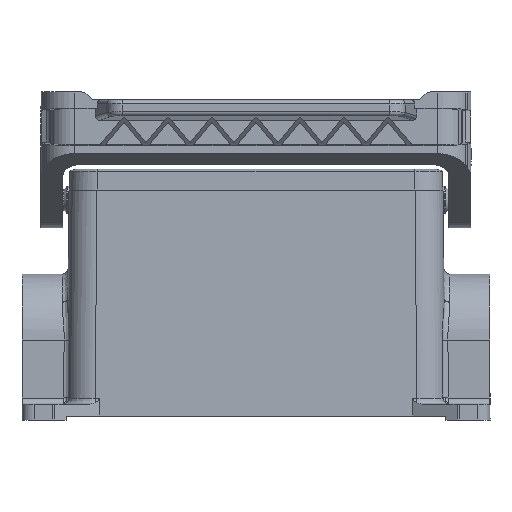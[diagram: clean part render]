
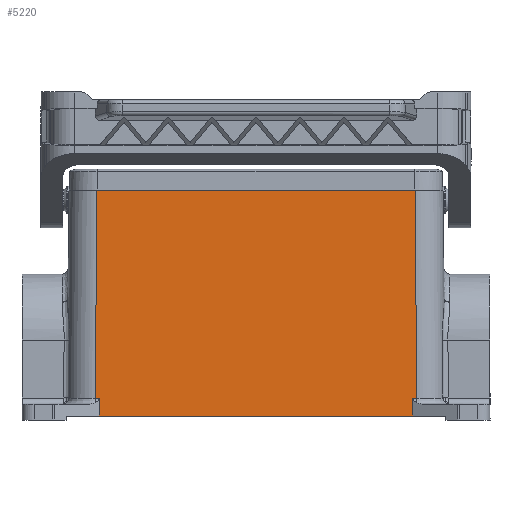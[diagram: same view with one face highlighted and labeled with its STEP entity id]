
A CAD part, front view. The second image highlights one B-rep face of the part: STEP entity #5220.
In plain terms, the highlighted face is planar.
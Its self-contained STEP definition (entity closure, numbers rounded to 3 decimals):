
#110=CARTESIAN_POINT('',(-21.954,40.204,
5.487));
#120=VERTEX_POINT('',#110);
#170=CARTESIAN_POINT('',(-21.954,40.204,
5.487));
#180=DIRECTION('',(0.,-1.,0.));
#190=VECTOR('',#180,1.);
#200=LINE('',#170,#190);
#210=CARTESIAN_POINT('',(-21.954,39.162,
5.487));
#220=VERTEX_POINT('',#210);
#230=EDGE_CURVE('',#120,#220,#200,.T.);
#4600=CARTESIAN_POINT('',(-21.5,0.,57.5));
#4610=DIRECTION('',(-1.,0.,0.009));
#4620=DIRECTION('',(0.,1.,0.));
#4630=AXIS2_PLACEMENT_3D('',#4600,#4610,#4620);
#4640=PLANE('',#4630);
#4650=CARTESIAN_POINT('',(-22.001,-40.252,
0.061));
#4660=DIRECTION('',(0.009,0.009,
1.));
#4670=VECTOR('',#4660,1.);
#4680=LINE('',#4650,#4670);
#4690=CARTESIAN_POINT('',(-21.954,-40.204,
5.487));
#4700=VERTEX_POINT('',#4690);
#4710=CARTESIAN_POINT('',(-21.5,-39.75,57.5));
#4720=VERTEX_POINT('',#4710);
#4730=EDGE_CURVE('',#4700,#4720,#4680,.T.);
#4740=ORIENTED_EDGE('',*,*,#4730,.T.);
#4750=CARTESIAN_POINT('',(-21.954,-40.204,
5.487));
#4760=DIRECTION('',(0.,1.,0.));
#4770=VECTOR('',#4760,1.);
#4780=LINE('',#4750,#4770);
#4790=CARTESIAN_POINT('',(-21.954,-39.162,
5.487));
#4800=VERTEX_POINT('',#4790);
#4810=EDGE_CURVE('',#4700,#4800,#4780,.T.);
#4820=ORIENTED_EDGE('',*,*,#4810,.F.);
#4830=CARTESIAN_POINT('',(-22.002,-39.245,0.));
#4840=DIRECTION('',(-0.009,-0.015,
-1.));
#4850=VECTOR('',#4840,1.);
#4860=LINE('',#4830,#4850);
#4870=CARTESIAN_POINT('',(-21.993,-39.23,1.));
#4880=VERTEX_POINT('',#4870);
#4890=EDGE_CURVE('',#4800,#4880,#4860,.T.);
#4900=ORIENTED_EDGE('',*,*,#4890,.F.);
#4910=CARTESIAN_POINT('',(-21.993,0.,1.));
#4920=DIRECTION('',(0.,-1.,0.));
#4930=VECTOR('',#4920,1.);
#4940=LINE('',#4910,#4930);
#4950=CARTESIAN_POINT('',(-21.993,39.23,1.));
#4960=VERTEX_POINT('',#4950);
#4970=EDGE_CURVE('',#4960,#4880,#4940,.T.);
#4980=ORIENTED_EDGE('',*,*,#4970,.T.);
#4990=CARTESIAN_POINT('',(-22.002,39.245,0.));
#5000=DIRECTION('',(-0.009,0.015,
-1.));
#5010=VECTOR('',#5000,1.);
#5020=LINE('',#4990,#5010);
#5030=EDGE_CURVE('',#220,#4960,#5020,.T.);
#5040=ORIENTED_EDGE('',*,*,#5030,.T.);
#5050=ORIENTED_EDGE('',*,*,#230,.T.);
#5060=CARTESIAN_POINT('',(-22.001,40.252,
0.061));
#5070=DIRECTION('',(0.009,-0.009,
1.));
#5080=VECTOR('',#5070,1.);
#5090=LINE('',#5060,#5080);
#5100=CARTESIAN_POINT('',(-21.5,39.75,57.5));
#5110=VERTEX_POINT('',#5100);
#5120=EDGE_CURVE('',#120,#5110,#5090,.T.);
#5130=ORIENTED_EDGE('',*,*,#5120,.F.);
#5140=CARTESIAN_POINT('',(-21.5,0.,57.5));
#5150=DIRECTION('',(0.,1.,0.));
#5160=VECTOR('',#5150,1.);
#5170=LINE('',#5140,#5160);
#5180=EDGE_CURVE('',#4720,#5110,#5170,.T.);
#5190=ORIENTED_EDGE('',*,*,#5180,.T.);
#5200=EDGE_LOOP('',(#5190,#5130,#5050,#5040,#4980,#4900,#4820,#4740));
#5210=FACE_OUTER_BOUND('',#5200,.T.);
#5220=ADVANCED_FACE('',(#5210),#4640,.T.);
